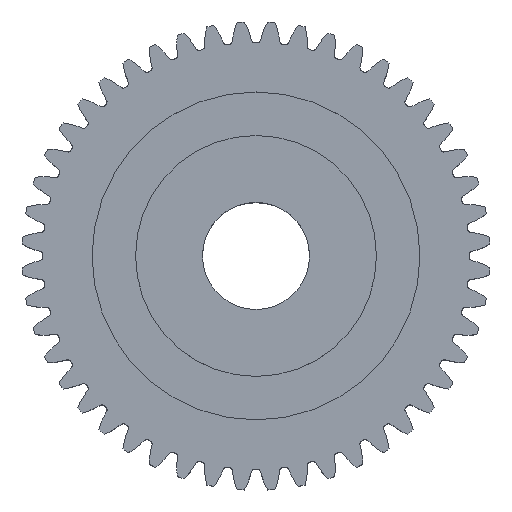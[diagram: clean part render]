
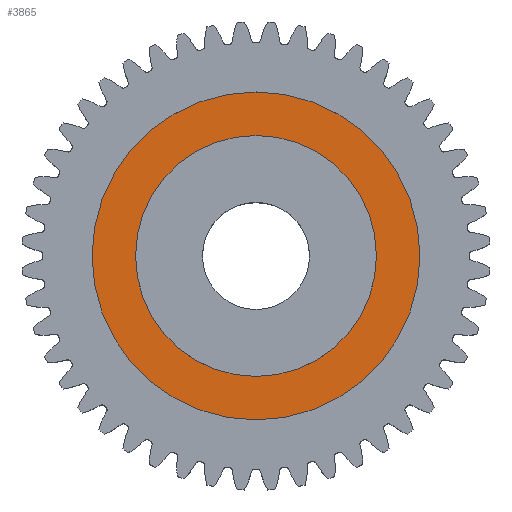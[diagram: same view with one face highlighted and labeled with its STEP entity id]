
A CAD part, top view. The second image highlights one B-rep face of the part: STEP entity #3865.
In plain terms, the highlighted planar face has unit normal (0, 0, 1).
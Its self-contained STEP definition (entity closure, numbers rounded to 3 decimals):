
#48 = EDGE_CURVE ( 'NONE', #176, #183, #4468, .T. ) ;
#79 = VERTEX_POINT ( 'NONE', #4263 ) ;
#176 = VERTEX_POINT ( 'NONE', #4631 ) ;
#183 = VERTEX_POINT ( 'NONE', #4664 ) ;
#1892 = VERTEX_POINT ( 'NONE', #7692 ) ;
#1895 = EDGE_CURVE ( 'NONE', #79, #1892, #7690, .T. ) ;
#3865 = ADVANCED_FACE ( 'NONE', ( #10662, #10853 ), #10868, .F. ) ;
#3867 = ORIENTED_EDGE ( 'NONE', *, *, #3886, .T. ) ;
#3868 = EDGE_LOOP ( 'NONE', ( #3869, #3871 ) ) ;
#3869 = ORIENTED_EDGE ( 'NONE', *, *, #3892, .F. ) ;
#3871 = ORIENTED_EDGE ( 'NONE', *, *, #48, .F. ) ;
#3886 = EDGE_CURVE ( 'NONE', #1892, #79, #10897, .T. ) ;
#3891 = ORIENTED_EDGE ( 'NONE', *, *, #1895, .T. ) ;
#3892 = EDGE_CURVE ( 'NONE', #183, #176, #10898, .T. ) ;
#3893 = EDGE_LOOP ( 'NONE', ( #3891, #3867 ) ) ;
#4263 = CARTESIAN_POINT ( 'NONE',  ( -9., 0., 4. ) ) ;
#4463 = DIRECTION ( 'NONE',  ( -1., 0., 0. ) ) ;
#4464 = DIRECTION ( 'NONE',  ( 0., 0., -1. ) ) ;
#4465 = CARTESIAN_POINT ( 'NONE',  ( 0., 0., 4. ) ) ;
#4466 = AXIS2_PLACEMENT_3D ( 'NONE', #4465, #4464, #4463 ) ;
#4468 = CIRCLE ( 'NONE', #4466, 12.25 ) ;
#4631 = CARTESIAN_POINT ( 'NONE',  ( 12.25, 0., 4. ) ) ;
#4664 = CARTESIAN_POINT ( 'NONE',  ( -12.25, 0., 4. ) ) ;
#7679 = DIRECTION ( 'NONE',  ( -1., 0., 0. ) ) ;
#7680 = DIRECTION ( 'NONE',  ( 0., 0., -1. ) ) ;
#7681 = AXIS2_PLACEMENT_3D ( 'NONE', #7687, #7680, #7679 ) ;
#7687 = CARTESIAN_POINT ( 'NONE',  ( 0., 0., 4. ) ) ;
#7690 = CIRCLE ( 'NONE', #7681, 9. ) ;
#7692 = CARTESIAN_POINT ( 'NONE',  ( 9., 0., 4. ) ) ;
#10662 = FACE_BOUND ( 'NONE', #3893, .T. ) ;
#10846 = DIRECTION ( 'NONE',  ( -1., 0., 0. ) ) ;
#10847 = DIRECTION ( 'NONE',  ( 0., 0., -1. ) ) ;
#10848 = CARTESIAN_POINT ( 'NONE',  ( 0., 0., 4. ) ) ;
#10851 = CARTESIAN_POINT ( 'NONE',  ( 0., 0., 4. ) ) ;
#10853 = FACE_OUTER_BOUND ( 'NONE', #3868, .T. ) ;
#10856 = AXIS2_PLACEMENT_3D ( 'NONE', #10848, #10847, #10846 ) ;
#10868 = PLANE ( 'NONE',  #10856 ) ;
#10880 = DIRECTION ( 'NONE',  ( -1., 0., 0. ) ) ;
#10881 = DIRECTION ( 'NONE',  ( 0., 0., -1. ) ) ;
#10882 = AXIS2_PLACEMENT_3D ( 'NONE', #10886, #10881, #10880 ) ;
#10886 = CARTESIAN_POINT ( 'NONE',  ( 0., 0., 4. ) ) ;
#10890 = DIRECTION ( 'NONE',  ( -1., 0., 0. ) ) ;
#10891 = DIRECTION ( 'NONE',  ( 0., 0., -1. ) ) ;
#10892 = AXIS2_PLACEMENT_3D ( 'NONE', #10851, #10891, #10890 ) ;
#10897 = CIRCLE ( 'NONE', #10892, 9. ) ;
#10898 = CIRCLE ( 'NONE', #10882, 12.25 ) ;
